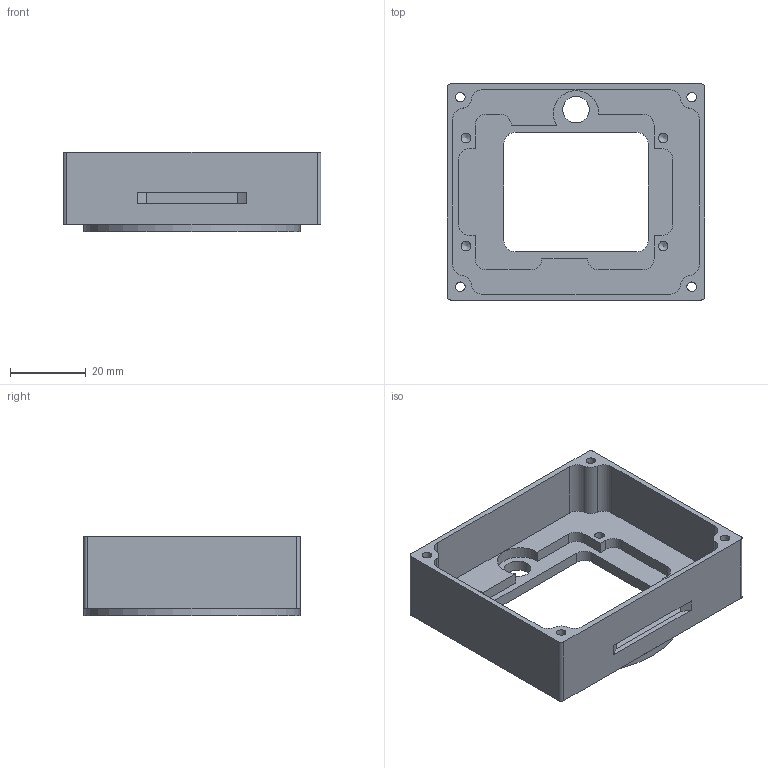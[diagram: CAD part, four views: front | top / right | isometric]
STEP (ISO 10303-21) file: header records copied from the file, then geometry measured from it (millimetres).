
FILE_DESCRIPTION( ( 'STEP AP203' ), '1' );
FILE_NAME( ' ', ' ', ( ' ' ), ( ' ' ), 'PSStep 10.0', ' ', ' ' );
FILE_SCHEMA( ( 'CONFIG_CONTROL_DESIGN' ) );
Length unit declared in the file: millimetre
Products named in the file (1): 1
Bounding box: 68 x 57 x 21 mm (x, y, z)
Volume: 17080.9 mm3; surface area: 15382.6 mm2
Topology: 1 solids, 1 shells, 84 faces, 234 edges, 154 vertices
Faces by surface type: cylinder 44, plane 36, cone 4
Full cylindrical faces by diameter (mm): 2.5 x8, 7 x1, 57 x1
Entity records: 2692 total; most frequent: DIRECTION 474, CARTESIAN_POINT 453, ORIENTED_EDGE 430, EDGE_CURVE 215, AXIS2_PLACEMENT_3D 174, VERTEX_POINT 153, LINE 126, VECTOR 126
